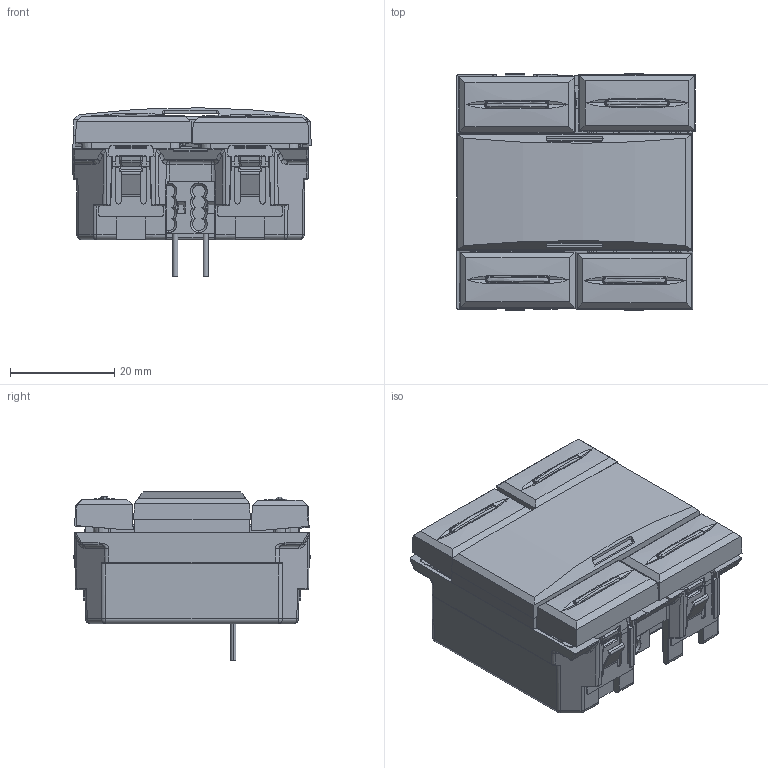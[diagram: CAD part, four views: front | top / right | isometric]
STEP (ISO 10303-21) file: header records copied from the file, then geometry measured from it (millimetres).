
FILE_DESCRIPTION(('CATIA V5 STEP Exchange','CAx-IF Rec.Pracs.--- Model Styling and Organization---1.4--- 2014-01-23'),'2;1');
FILE_NAME('A007596_A-ASS-3.stp','2020-01-20T12:14:20+00:00',('none'),('none'),'CATIA Version 5-6 Release 2017 SP3','CATIA V5 STEP AP214','none');
FILE_SCHEMA(('AUTOMOTIVE_DESIGN { 1 0 10303 214 1 1 1 1 }'));
Length unit declared in the file: millimetre
Products named in the file (12): A007596_A ; EG01425_A; EB01370_A; G000273_A; A007596_A; EH00371_A; LD02602_A; A007596_A_1; A007299_A ; EE00877_A; GE00346_A; EH00370_A
Assembly tree (17 placements, depth 3):
  A007596_A 
    EG01425_A
    EB01370_A
    G000273_A  x4
    A007596_A
    EH00371_A
    LD02602_A
    A007596_A_1
    A007299_A   x4
      EE00877_A
      GE00346_A
      EH00370_A
Bounding box: 45.67 x 45.3 x 32.25 mm (x, y, z)
Volume: 21126.2 mm3; surface area: 39233 mm2
Topology: 425 solids, 425 shells, 6575 faces, 16732 edges, 10936 vertices
Faces by surface type: plane 4646, cylinder 1270, bspline 277, cone 241, sphere 74, torus 67
Entity records: 173870 total; most frequent: CARTESIAN_POINT 55839, ORIENTED_EDGE 25452, DIRECTION 19044, EDGE_CURVE 12726, VECTOR 8904, LINE 8904, VERTEX_POINT 8342, AXIS2_PLACEMENT_3D 5715
